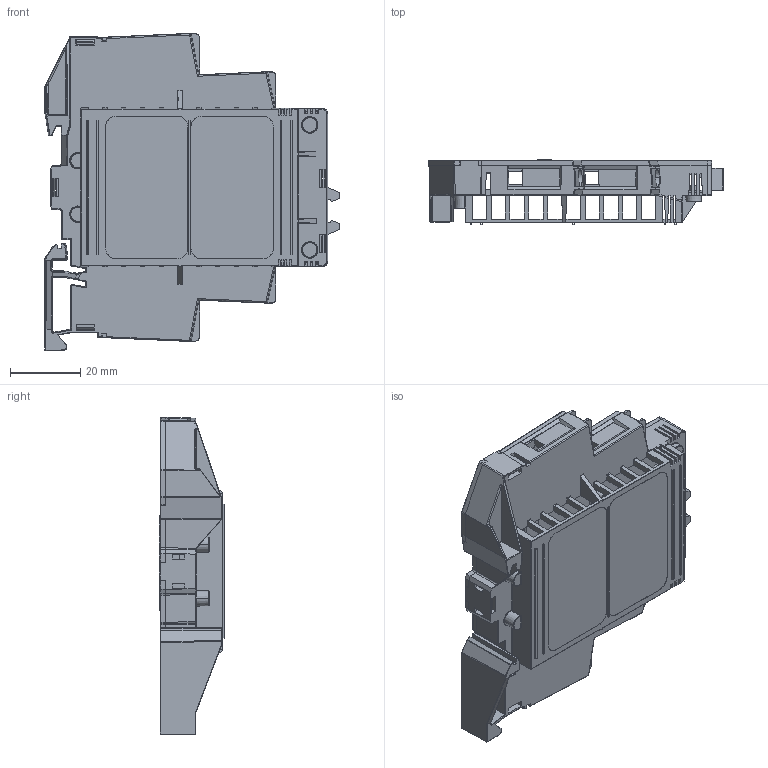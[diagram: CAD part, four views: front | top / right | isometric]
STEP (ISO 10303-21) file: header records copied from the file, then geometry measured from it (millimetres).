
FILE_DESCRIPTION (( 'STEP AP214' ), '1' );
FILE_NAME ('105602.STEP', '2016-11-02T22:57:02', ( '' ), ( '' ), 'SwSTEP 2.0', 'SolidWorks 2015', '' );
FILE_SCHEMA (( 'AUTOMOTIVE_DESIGN' ));
Length unit declared in the file: inch
Products named in the file (1): 105602
Bounding box: 83.72 x 18.54 x 90.26 mm (x, y, z)
Surface area: 31350.6 mm2 (no closed solid volume)
Topology: 0 solids, 1151 shells, 1190 faces, 7425 edges, 7381 vertices
Faces by surface type: plane 761, cylinder 268, bspline 140, cone 21
Entity records: 99520 total; most frequent: CARTESIAN_POINT 33221, DIRECTION 8211, ORIENTED_EDGE 7487, EDGE_CURVE 7420, VERTEX_POINT 7381, VECTOR 5535, LINE 5535, B_SPLINE_CURVE_WITH_KNOTS 1441
